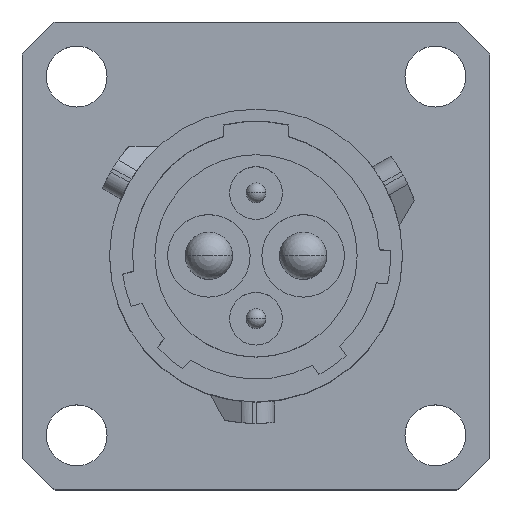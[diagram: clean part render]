
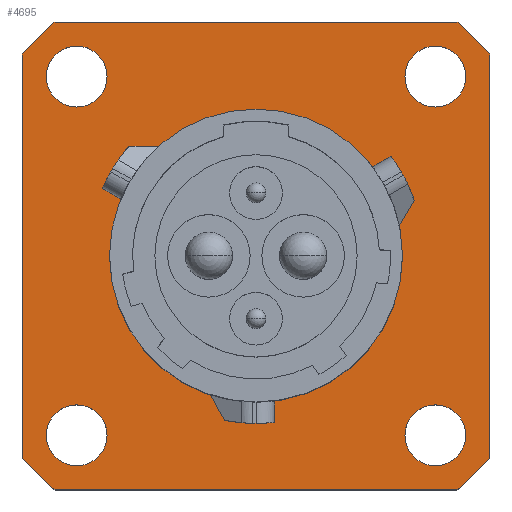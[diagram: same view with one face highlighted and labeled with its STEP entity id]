
A CAD part, top view. The second image highlights one B-rep face of the part: STEP entity #4695.
In plain terms, the highlighted planar face has unit normal (0, 0, 1).
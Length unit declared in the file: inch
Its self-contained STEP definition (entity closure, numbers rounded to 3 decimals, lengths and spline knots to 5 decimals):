
#89=CARTESIAN_POINT('',(0.,0.,0.));
#90=DIRECTION('',(0.,0.,-1.));
#91=DIRECTION('',(1.,0.,0.));
#92=AXIS2_PLACEMENT_3D('',#89,#90,#91);
#139=CARTESIAN_POINT('',(0.,0.,0.));
#140=DIRECTION('',(0.,0.,1.));
#141=DIRECTION('',(1.,0.,0.));
#142=AXIS2_PLACEMENT_3D('',#139,#140,#141);
#218=DIRECTION('',(1.,0.,0.));
#219=VECTOR('',#218,0.80547);
#220=CARTESIAN_POINT('',(-0.40273,0.4689,0.));
#221=LINE('',#220,#219);
#222=CARTESIAN_POINT('',(0.,0.,0.));
#223=DIRECTION('',(0.,0.,-1.));
#224=DIRECTION('',(0.652,0.759,0.));
#225=AXIS2_PLACEMENT_3D('',#222,#223,#224);
#227=DIRECTION('',(0.,-1.,0.));
#228=VECTOR('',#227,0.80547);
#229=CARTESIAN_POINT('',(0.4689,0.40273,0.));
#230=LINE('',#229,#228);
#231=CARTESIAN_POINT('',(0.,0.,0.));
#232=DIRECTION('',(0.,0.,-1.));
#233=DIRECTION('',(0.759,-0.652,0.));
#234=AXIS2_PLACEMENT_3D('',#231,#232,#233);
#236=DIRECTION('',(-1.,0.,0.));
#237=VECTOR('',#236,0.80547);
#238=CARTESIAN_POINT('',(0.40273,-0.4689,0.));
#239=LINE('',#238,#237);
#240=CARTESIAN_POINT('',(0.,0.,0.));
#241=DIRECTION('',(0.,0.,-1.));
#242=DIRECTION('',(-0.652,-0.759,0.));
#243=AXIS2_PLACEMENT_3D('',#240,#241,#242);
#245=DIRECTION('',(0.,1.,0.));
#246=VECTOR('',#245,0.80547);
#247=CARTESIAN_POINT('',(-0.4689,-0.40273,0.));
#248=LINE('',#247,#246);
#249=CARTESIAN_POINT('',(0.,0.,0.));
#250=DIRECTION('',(0.,0.,-1.));
#251=DIRECTION('',(-0.759,0.652,0.));
#252=AXIS2_PLACEMENT_3D('',#249,#250,#251);
#254=CARTESIAN_POINT('',(0.35945,0.35945,0.));
#255=DIRECTION('',(0.,0.,1.));
#256=DIRECTION('',(1.,0.,0.));
#257=AXIS2_PLACEMENT_3D('',#254,#255,#256);
#259=CARTESIAN_POINT('',(0.35945,0.35945,0.));
#260=DIRECTION('',(0.,0.,1.));
#261=DIRECTION('',(-1.,0.,0.));
#262=AXIS2_PLACEMENT_3D('',#259,#260,#261);
#264=CARTESIAN_POINT('',(0.35945,-0.35945,0.));
#265=DIRECTION('',(0.,0.,1.));
#266=DIRECTION('',(1.,0.,0.));
#267=AXIS2_PLACEMENT_3D('',#264,#265,#266);
#269=CARTESIAN_POINT('',(0.35945,-0.35945,0.));
#270=DIRECTION('',(0.,0.,1.));
#271=DIRECTION('',(-1.,0.,0.));
#272=AXIS2_PLACEMENT_3D('',#269,#270,#271);
#274=CARTESIAN_POINT('',(-0.35945,-0.35945,0.));
#275=DIRECTION('',(0.,0.,1.));
#276=DIRECTION('',(1.,0.,0.));
#277=AXIS2_PLACEMENT_3D('',#274,#275,#276);
#279=CARTESIAN_POINT('',(-0.35945,-0.35945,0.));
#280=DIRECTION('',(0.,0.,1.));
#281=DIRECTION('',(-1.,0.,0.));
#282=AXIS2_PLACEMENT_3D('',#279,#280,#281);
#284=CARTESIAN_POINT('',(-0.35945,0.35945,0.));
#285=DIRECTION('',(0.,0.,1.));
#286=DIRECTION('',(1.,0.,0.));
#287=AXIS2_PLACEMENT_3D('',#284,#285,#286);
#289=CARTESIAN_POINT('',(-0.35945,0.35945,0.));
#290=DIRECTION('',(0.,0.,1.));
#291=DIRECTION('',(-1.,0.,0.));
#292=AXIS2_PLACEMENT_3D('',#289,#290,#291);
#3937=CARTESIAN_POINT('',(0.2935,0.,0.));
#3939=VERTEX_POINT('',#3937);
#3949=CARTESIAN_POINT('',(-0.2935,0.,0.));
#3951=VERTEX_POINT('',#3949);
#4223=CARTESIAN_POINT('',(-0.40273,0.4689,0.));
#4224=CARTESIAN_POINT('',(0.40273,0.4689,0.));
#4225=VERTEX_POINT('',#4223);
#4226=VERTEX_POINT('',#4224);
#4227=CARTESIAN_POINT('',(0.4689,0.40273,0.));
#4228=CARTESIAN_POINT('',(0.4689,-0.40273,0.));
#4229=VERTEX_POINT('',#4227);
#4230=VERTEX_POINT('',#4228);
#4231=CARTESIAN_POINT('',(0.40273,-0.4689,0.));
#4232=CARTESIAN_POINT('',(-0.40273,-0.4689,0.));
#4233=VERTEX_POINT('',#4231);
#4234=VERTEX_POINT('',#4232);
#4235=CARTESIAN_POINT('',(-0.4689,-0.40273,0.));
#4236=CARTESIAN_POINT('',(-0.4689,0.40273,0.));
#4237=VERTEX_POINT('',#4235);
#4238=VERTEX_POINT('',#4236);
#4255=CARTESIAN_POINT('',(0.42047,0.35945,0.));
#4256=CARTESIAN_POINT('',(0.29843,0.35945,0.));
#4257=VERTEX_POINT('',#4255);
#4258=VERTEX_POINT('',#4256);
#4259=CARTESIAN_POINT('',(0.42047,-0.35945,0.));
#4260=CARTESIAN_POINT('',(0.29843,-0.35945,0.));
#4261=VERTEX_POINT('',#4259);
#4262=VERTEX_POINT('',#4260);
#4263=CARTESIAN_POINT('',(-0.29843,-0.35945,0.));
#4264=CARTESIAN_POINT('',(-0.42047,-0.35945,0.));
#4265=VERTEX_POINT('',#4263);
#4266=VERTEX_POINT('',#4264);
#4267=CARTESIAN_POINT('',(-0.29843,0.35945,0.));
#4268=CARTESIAN_POINT('',(-0.42047,0.35945,0.));
#4269=VERTEX_POINT('',#4267);
#4270=VERTEX_POINT('',#4268);
#4644=CARTESIAN_POINT('',(0.,0.,0.));
#4645=DIRECTION('',(0.,0.,-1.));
#4646=DIRECTION('',(-1.,0.,0.));
#4647=AXIS2_PLACEMENT_3D('',#4644,#4645,#4646);
#4648=PLANE('',#4647);
#4650=ORIENTED_EDGE('',*,*,#4649,.T.);
#4652=ORIENTED_EDGE('',*,*,#4651,.T.);
#4654=ORIENTED_EDGE('',*,*,#4653,.T.);
#4656=ORIENTED_EDGE('',*,*,#4655,.T.);
#4658=ORIENTED_EDGE('',*,*,#4657,.T.);
#4660=ORIENTED_EDGE('',*,*,#4659,.T.);
#4662=ORIENTED_EDGE('',*,*,#4661,.T.);
#4664=ORIENTED_EDGE('',*,*,#4663,.T.);
#4665=EDGE_LOOP('',(#4650,#4652,#4654,#4656,#4658,#4660,#4662,#4664));
#4666=FACE_OUTER_BOUND('',#4665,.F.);
#4667=ORIENTED_EDGE('',*,*,#4595,.T.);
#4668=ORIENTED_EDGE('',*,*,#4557,.F.);
#4669=EDGE_LOOP('',(#4667,#4668));
#4670=FACE_BOUND('',#4669,.F.);
#4672=ORIENTED_EDGE('',*,*,#4671,.T.);
#4674=ORIENTED_EDGE('',*,*,#4673,.T.);
#4675=EDGE_LOOP('',(#4672,#4674));
#4676=FACE_BOUND('',#4675,.F.);
#4678=ORIENTED_EDGE('',*,*,#4677,.T.);
#4680=ORIENTED_EDGE('',*,*,#4679,.T.);
#4681=EDGE_LOOP('',(#4678,#4680));
#4682=FACE_BOUND('',#4681,.F.);
#4684=ORIENTED_EDGE('',*,*,#4683,.T.);
#4686=ORIENTED_EDGE('',*,*,#4685,.T.);
#4687=EDGE_LOOP('',(#4684,#4686));
#4688=FACE_BOUND('',#4687,.F.);
#4690=ORIENTED_EDGE('',*,*,#4689,.T.);
#4692=ORIENTED_EDGE('',*,*,#4691,.T.);
#4693=EDGE_LOOP('',(#4690,#4692));
#4694=FACE_BOUND('',#4693,.F.);
#4695=ADVANCED_FACE('',(#4666,#4670,#4676,#4682,#4688,#4694),#4648,.F.);
#93=CIRCLE('',#92,0.2935);
#143=CIRCLE('',#142,0.2935);
#226=CIRCLE('',#225,0.61811);
#235=CIRCLE('',#234,0.61811);
#244=CIRCLE('',#243,0.61811);
#253=CIRCLE('',#252,0.61811);
#258=CIRCLE('',#257,0.06102);
#263=CIRCLE('',#262,0.06102);
#268=CIRCLE('',#267,0.06102);
#273=CIRCLE('',#272,0.06102);
#278=CIRCLE('',#277,0.06102);
#283=CIRCLE('',#282,0.06102);
#288=CIRCLE('',#287,0.06102);
#293=CIRCLE('',#292,0.06102);
#4557=EDGE_CURVE('',#3939,#3951,#93,.T.);
#4595=EDGE_CURVE('',#3939,#3951,#143,.T.);
#4649=EDGE_CURVE('',#4225,#4226,#221,.T.);
#4651=EDGE_CURVE('',#4226,#4229,#226,.T.);
#4653=EDGE_CURVE('',#4229,#4230,#230,.T.);
#4655=EDGE_CURVE('',#4230,#4233,#235,.T.);
#4657=EDGE_CURVE('',#4233,#4234,#239,.T.);
#4659=EDGE_CURVE('',#4234,#4237,#244,.T.);
#4661=EDGE_CURVE('',#4237,#4238,#248,.T.);
#4663=EDGE_CURVE('',#4238,#4225,#253,.T.);
#4671=EDGE_CURVE('',#4257,#4258,#258,.T.);
#4673=EDGE_CURVE('',#4258,#4257,#263,.T.);
#4677=EDGE_CURVE('',#4261,#4262,#268,.T.);
#4679=EDGE_CURVE('',#4262,#4261,#273,.T.);
#4683=EDGE_CURVE('',#4265,#4266,#278,.T.);
#4685=EDGE_CURVE('',#4266,#4265,#283,.T.);
#4689=EDGE_CURVE('',#4269,#4270,#288,.T.);
#4691=EDGE_CURVE('',#4270,#4269,#293,.T.);
